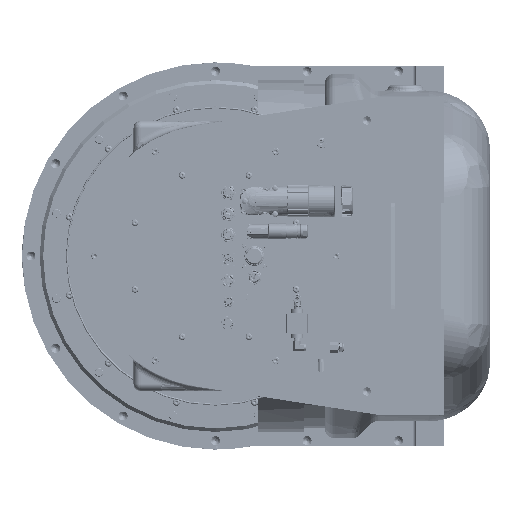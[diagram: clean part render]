
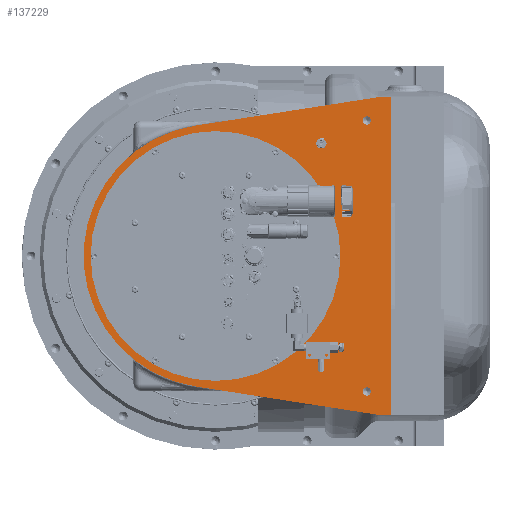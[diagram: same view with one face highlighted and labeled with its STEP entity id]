
A CAD part, left-side view. The second image highlights one B-rep face of the part: STEP entity #137229.
In plain terms, the highlighted planar face has unit normal (-1, 0, 0).
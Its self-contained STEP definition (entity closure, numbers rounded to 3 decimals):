
#3656=FACE_BOUND('',#20349,.T.);
#3657=FACE_BOUND('',#20350,.T.);
#3658=FACE_BOUND('',#20351,.T.);
#3659=FACE_BOUND('',#20352,.T.);
#3660=FACE_BOUND('',#20353,.T.);
#9724=PLANE('',#146702);
#13829=FACE_OUTER_BOUND('',#20348,.T.);
#20348=EDGE_LOOP('',(#104224,#104225,#104226,#104227,#104228,#104229));
#20349=EDGE_LOOP('',(#104230));
#20350=EDGE_LOOP('',(#104231));
#20351=EDGE_LOOP('',(#104232));
#20352=EDGE_LOOP('',(#104233,#104234));
#20353=EDGE_LOOP('',(#104235,#104236));
#27578=CIRCLE('',#146703,187.5);
#27579=CIRCLE('',#146704,177.5);
#27580=CIRCLE('',#146705,4.274);
#27581=CIRCLE('',#146706,4.274);
#27582=CIRCLE('',#146707,5.918);
#27583=CIRCLE('',#146708,5.918);
#27584=CIRCLE('',#146709,5.918);
#27585=CIRCLE('',#146710,5.918);
#34418=LINE('',#215615,#45207);
#34419=LINE('',#215617,#45208);
#34420=LINE('',#215619,#45209);
#34421=LINE('',#215621,#45210);
#34422=LINE('',#215624,#45211);
#45207=VECTOR('',#166521,10.);
#45208=VECTOR('',#166522,10.);
#45209=VECTOR('',#166523,10.);
#45210=VECTOR('',#166524,10.);
#45211=VECTOR('',#166527,10.);
#57982=VERTEX_POINT('',#215613);
#57983=VERTEX_POINT('',#215614);
#57984=VERTEX_POINT('',#215616);
#57985=VERTEX_POINT('',#215618);
#57986=VERTEX_POINT('',#215620);
#57987=VERTEX_POINT('',#215622);
#57988=VERTEX_POINT('',#215625);
#57989=VERTEX_POINT('',#215627);
#57990=VERTEX_POINT('',#215629);
#57991=VERTEX_POINT('',#215631);
#57992=VERTEX_POINT('',#215632);
#57993=VERTEX_POINT('',#215635);
#57994=VERTEX_POINT('',#215636);
#76715=EDGE_CURVE('',#57982,#57983,#34418,.T.);
#76716=EDGE_CURVE('',#57983,#57984,#34419,.T.);
#76717=EDGE_CURVE('',#57984,#57985,#34420,.T.);
#76718=EDGE_CURVE('',#57985,#57986,#34421,.T.);
#76719=EDGE_CURVE('',#57986,#57987,#27578,.T.);
#76720=EDGE_CURVE('',#57987,#57982,#34422,.T.);
#76721=EDGE_CURVE('',#57988,#57988,#27579,.T.);
#76722=EDGE_CURVE('',#57989,#57989,#27580,.T.);
#76723=EDGE_CURVE('',#57990,#57990,#27581,.T.);
#76724=EDGE_CURVE('',#57991,#57992,#27582,.T.);
#76725=EDGE_CURVE('',#57992,#57991,#27583,.T.);
#76726=EDGE_CURVE('',#57993,#57994,#27584,.T.);
#76727=EDGE_CURVE('',#57994,#57993,#27585,.T.);
#104224=ORIENTED_EDGE('',*,*,#76715,.T.);
#104225=ORIENTED_EDGE('',*,*,#76716,.T.);
#104226=ORIENTED_EDGE('',*,*,#76717,.T.);
#104227=ORIENTED_EDGE('',*,*,#76718,.T.);
#104228=ORIENTED_EDGE('',*,*,#76719,.T.);
#104229=ORIENTED_EDGE('',*,*,#76720,.T.);
#104230=ORIENTED_EDGE('',*,*,#76721,.T.);
#104231=ORIENTED_EDGE('',*,*,#76722,.T.);
#104232=ORIENTED_EDGE('',*,*,#76723,.T.);
#104233=ORIENTED_EDGE('',*,*,#76724,.T.);
#104234=ORIENTED_EDGE('',*,*,#76725,.T.);
#104235=ORIENTED_EDGE('',*,*,#76726,.T.);
#104236=ORIENTED_EDGE('',*,*,#76727,.T.);
#137229=ADVANCED_FACE('',(#13829,#3656,#3657,#3658,#3659,#3660),#9724,.T.);
#146702=AXIS2_PLACEMENT_3D('',#215612,#166519,#166520);
#146703=AXIS2_PLACEMENT_3D('',#215623,#166525,#166526);
#146704=AXIS2_PLACEMENT_3D('',#215626,#166528,#166529);
#146705=AXIS2_PLACEMENT_3D('',#215628,#166530,#166531);
#146706=AXIS2_PLACEMENT_3D('',#215630,#166532,#166533);
#146707=AXIS2_PLACEMENT_3D('',#215633,#166534,#166535);
#146708=AXIS2_PLACEMENT_3D('',#215634,#166536,#166537);
#146709=AXIS2_PLACEMENT_3D('',#215637,#166538,#166539);
#146710=AXIS2_PLACEMENT_3D('',#215638,#166540,#166541);
#166519=DIRECTION('center_axis',(-1.,0.,0.));
#166520=DIRECTION('ref_axis',(0.,1.,0.));
#166521=DIRECTION('',(0.,-1.,0.));
#166522=DIRECTION('',(0.,0.,1.));
#166523=DIRECTION('',(0.,1.,0.));
#166524=DIRECTION('',(0.,0.988,-0.154));
#166525=DIRECTION('center_axis',(-1.,0.,0.));
#166526=DIRECTION('ref_axis',(0.,0.,
-1.));
#166527=DIRECTION('',(0.,-0.988,-0.154));
#166528=DIRECTION('center_axis',(1.,0.,0.));
#166529=DIRECTION('ref_axis',(0.,1.,0.));
#166530=DIRECTION('center_axis',(1.,0.,0.));
#166531=DIRECTION('ref_axis',(0.,1.,0.));
#166532=DIRECTION('center_axis',(1.,0.,0.));
#166533=DIRECTION('ref_axis',(0.,1.,0.));
#166534=DIRECTION('center_axis',(1.,0.,0.));
#166535=DIRECTION('ref_axis',(0.,1.,0.));
#166536=DIRECTION('center_axis',(1.,0.,0.));
#166537=DIRECTION('ref_axis',(0.,1.,0.));
#166538=DIRECTION('center_axis',(1.,0.,0.));
#166539=DIRECTION('ref_axis',(0.,1.,0.));
#166540=DIRECTION('center_axis',(1.,0.,0.));
#166541=DIRECTION('ref_axis',(0.,1.,0.));
#215612=CARTESIAN_POINT('Origin',(-646.,-240.,0.));
#215613=CARTESIAN_POINT('',(-646.,-230.,-225.5));
#215614=CARTESIAN_POINT('',(-646.,-250.,-225.5));
#215615=CARTESIAN_POINT('',(-646.,-230.,-225.5));
#215616=CARTESIAN_POINT('',(-646.,-250.,225.5));
#215617=CARTESIAN_POINT('',(-646.,-250.,-225.5));
#215618=CARTESIAN_POINT('',(-646.,-230.,225.5));
#215619=CARTESIAN_POINT('',(-646.,-250.,225.5));
#215620=CARTESIAN_POINT('',(-646.,28.797,185.275));
#215621=CARTESIAN_POINT('',(-646.,-230.,225.5));
#215622=CARTESIAN_POINT('',(-646.,28.797,-185.275));
#215623=CARTESIAN_POINT('Origin',(-646.,0.,
0.));
#215624=CARTESIAN_POINT('',(-646.,28.797,-185.275));
#215625=CARTESIAN_POINT('',(-646.,177.5,0.));
#215626=CARTESIAN_POINT('Origin',(-646.,0.,
0.));
#215627=CARTESIAN_POINT('',(-646.,-145.726,160.));
#215628=CARTESIAN_POINT('Origin',(-646.,-150.,160.));
#215629=CARTESIAN_POINT('',(-646.,-145.726,-160.));
#215630=CARTESIAN_POINT('Origin',(-646.,-150.,-160.));
#215631=CARTESIAN_POINT('',(-646.,-209.083,192.5));
#215632=CARTESIAN_POINT('',(-646.,-220.918,192.5));
#215633=CARTESIAN_POINT('Origin',(-646.,-215.,192.5));
#215634=CARTESIAN_POINT('Origin',(-646.,-215.,192.5));
#215635=CARTESIAN_POINT('',(-646.,-209.083,-192.5));
#215636=CARTESIAN_POINT('',(-646.,-220.918,-192.5));
#215637=CARTESIAN_POINT('Origin',(-646.,-215.,-192.5));
#215638=CARTESIAN_POINT('Origin',(-646.,-215.,-192.5));
